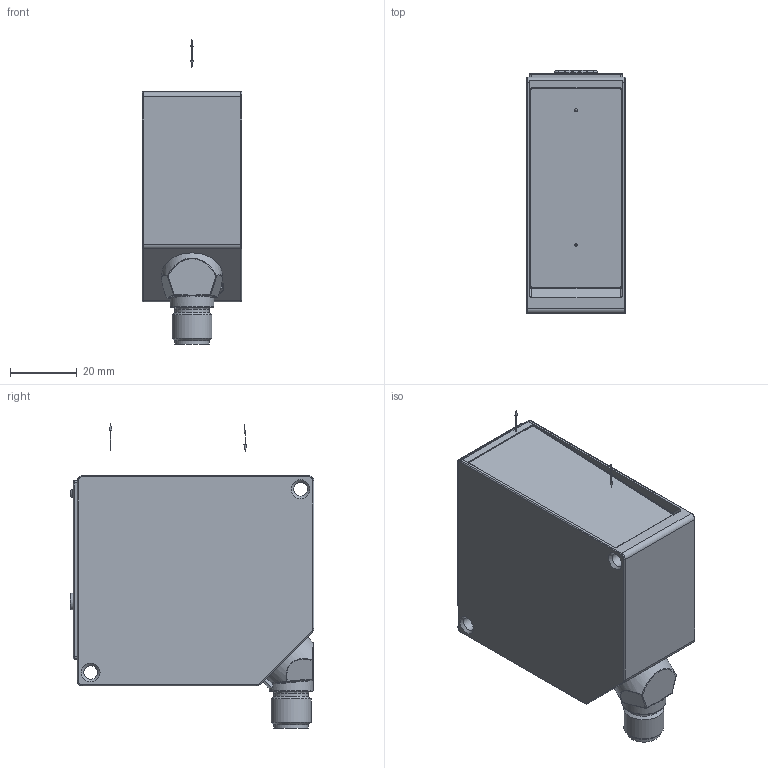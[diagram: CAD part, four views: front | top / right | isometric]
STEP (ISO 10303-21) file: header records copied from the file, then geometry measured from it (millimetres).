
FILE_DESCRIPTION (( 'STEP AP214' ), '1' );
FILE_NAME ('OPT2517_OPT2518.STEP', '2024-12-11T20:19:24', ( '' ), ( '' ), 'SwSTEP 2.0', 'SolidWorks 2024', '' );
FILE_SCHEMA (( 'AUTOMOTIVE_DESIGN' ));
Length unit declared in the file: inch
Products named in the file (1): OPT2517_OPT2518
Bounding box: 30 x 73.15 x 91.29 mm (x, y, z)
Volume: 130634 mm3; surface area: 18845.5 mm2
Topology: 3 solids, 3 shells, 393 faces, 972 edges, 607 vertices
Faces by surface type: plane 169, cylinder 119, bspline 63, cone 35, torus 7
Full cylindrical faces by diameter (mm): 0.2 x2, 1 x5, 1.52 x5, 2.1 x1, 4.134 x2, 5 x1, 5.1 x1, 10.4 x2, 12 x1, 13.2 x1
Entity records: 13001 total; most frequent: CARTESIAN_POINT 4202, ORIENTED_EDGE 1822, DIRECTION 1745, EDGE_CURVE 911, AXIS2_PLACEMENT_3D 635, VERTEX_POINT 594, LINE 475, VECTOR 475
